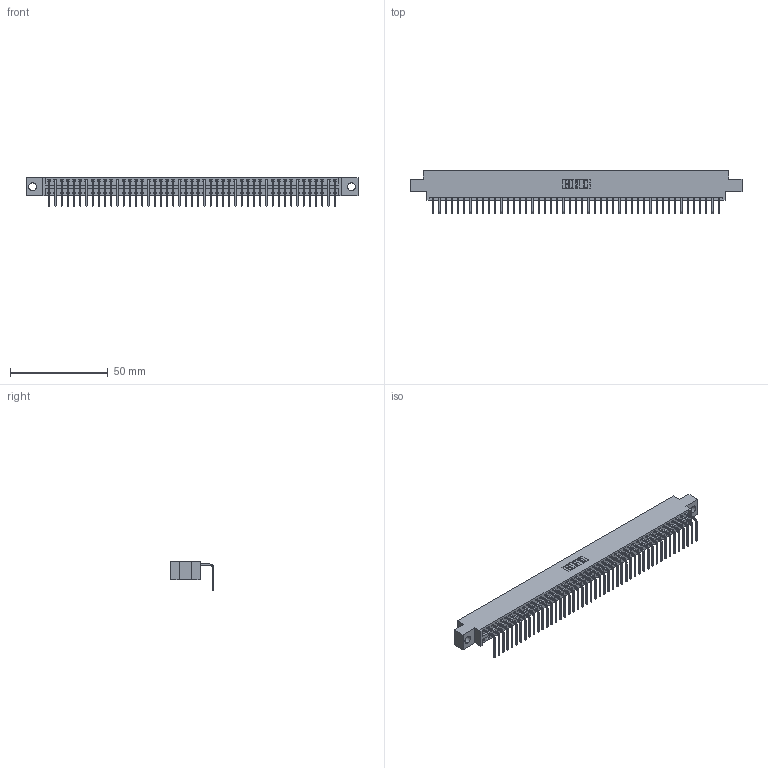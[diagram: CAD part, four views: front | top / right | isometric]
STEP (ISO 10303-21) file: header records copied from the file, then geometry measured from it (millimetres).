
FILE_DESCRIPTION (( 'STEP AP203' ), '1' );
FILE_NAME ('396-047-558-604.STEP', '2019-11-01T08:24:50', ( '' ), ( '' ), 'SwSTEP 2.0', 'SolidWorks 2016', '' );
FILE_SCHEMA (( 'CONFIG_CONTROL_DESIGN' ));
Length unit declared in the file: inch
Products named in the file (3): 346 Part_0.170 Offset - 0.156 Dia-TH; 345-292-001_558 Tail - 2; 396-047-558-604
Assembly tree (48 placements, depth 2):
  396-047-558-604
    346 Part_0.170 Offset - 0.156 Dia-TH
    345-292-001_558 Tail - 2  x47
Bounding box: 169.8 x 22.16 x 14.73 mm (x, y, z)
Volume: 16202.1 mm3; surface area: 21204 mm2
Topology: 48 solids, 48 shells, 2946 faces, 8895 edges, 5866 vertices
Faces by surface type: plane 2054, cylinder 892
Entity records: 28715 total; most frequent: CARTESIAN_POINT 4929, ORIENTED_EDGE 4910, DIRECTION 4341, EDGE_CURVE 2455, LINE 2135, VECTOR 2135, VERTEX_POINT 1634, AXIS2_PLACEMENT_3D 1103
